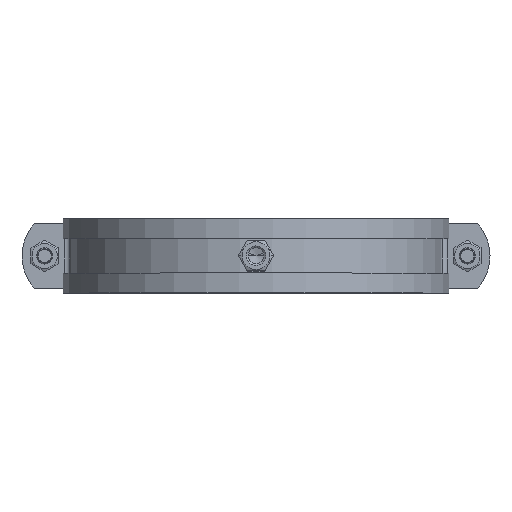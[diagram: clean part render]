
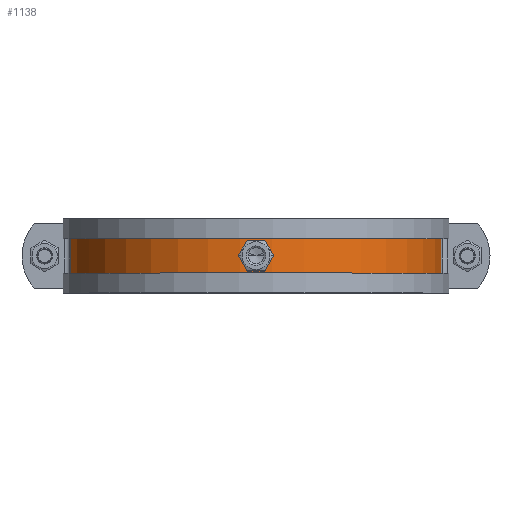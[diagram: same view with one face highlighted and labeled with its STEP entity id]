
A CAD part, top view. The second image highlights one B-rep face of the part: STEP entity #1138.
In plain terms, the highlighted cylindrical face has radius 115 mm (diameter 230 mm), a partial arc.
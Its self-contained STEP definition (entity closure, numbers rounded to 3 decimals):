
#204=CARTESIAN_POINT('',(312.575,136.976,0.0));
#205=VERTEX_POINT('',#204);
#213=CARTESIAN_POINT('',(312.575,136.976,40.0));
#214=VERTEX_POINT('',#213);
#215=CARTESIAN_POINT('',(312.575,136.976,0.0));
#216=DIRECTION('',(0.0,0.0,1.0));
#217=VECTOR('',#216,40.0);
#218=LINE('',#215,#217);
#219=EDGE_CURVE('',#205,#214,#218,.T.);
#873=CARTESIAN_POINT('',(83.848,136.976,0.0));
#874=VERTEX_POINT('',#873);
#882=CARTESIAN_POINT('',(198.212,124.896,0.0));
#883=DIRECTION('',(0.0,0.0,-1.0));
#884=DIRECTION('',(1.0,0.0,0.0));
#885=AXIS2_PLACEMENT_3D('',#882,#883,#884);
#886=CIRCLE('',#885,115.0);
#887=EDGE_CURVE('',#874,#205,#886,.T.);
#989=CARTESIAN_POINT('',(83.848,136.976,40.0));
#990=VERTEX_POINT('',#989);
#991=CARTESIAN_POINT('',(198.212,124.896,40.0));
#992=DIRECTION('',(0.0,0.0,-1.0));
#993=DIRECTION('',(1.0,0.0,0.0));
#994=AXIS2_PLACEMENT_3D('',#991,#992,#993);
#995=CIRCLE('',#994,115.0);
#996=EDGE_CURVE('',#990,#214,#995,.T.);
#1122=CARTESIAN_POINT('',(198.212,124.896,0.0));
#1123=DIRECTION('',(0.0,0.0,1.0));
#1124=DIRECTION('',(1.0,0.0,0.0));
#1125=AXIS2_PLACEMENT_3D('',#1122,#1123,#1124);
#1126=CYLINDRICAL_SURFACE('',#1125,115.0);
#1127=ORIENTED_EDGE('',*,*,#219,.F.);
#1128=ORIENTED_EDGE('',*,*,#887,.F.);
#1129=CARTESIAN_POINT('',(83.848,136.976,40.0));
#1130=DIRECTION('',(0.0,0.0,-1.0));
#1131=VECTOR('',#1130,40.0);
#1132=LINE('',#1129,#1131);
#1133=EDGE_CURVE('',#990,#874,#1132,.T.);
#1134=ORIENTED_EDGE('',*,*,#1133,.F.);
#1135=ORIENTED_EDGE('',*,*,#996,.T.);
#1136=EDGE_LOOP('',(#1127,#1128,#1134,#1135));
#1137=FACE_OUTER_BOUND('',#1136,.T.);
#1138=ADVANCED_FACE('',(#1137),#1126,.T.);
